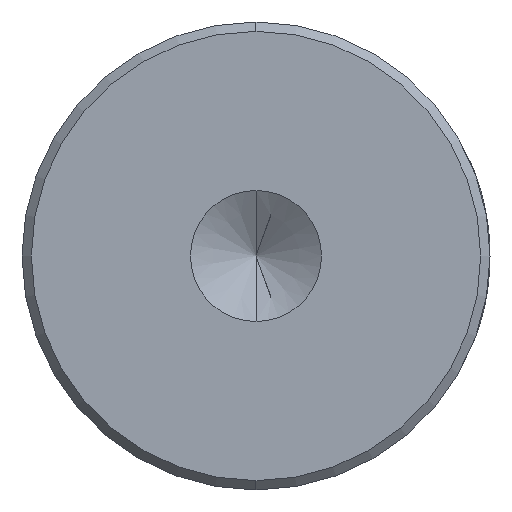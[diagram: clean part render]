
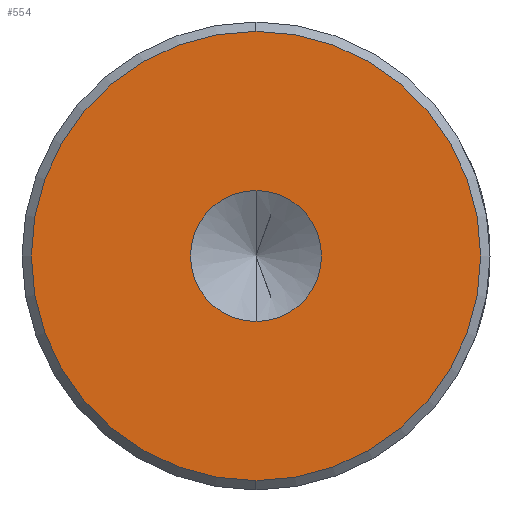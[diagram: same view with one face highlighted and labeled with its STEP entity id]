
A CAD part, left-side view. The second image highlights one B-rep face of the part: STEP entity #554.
In plain terms, the highlighted planar face has unit normal (-1, 0, 0).
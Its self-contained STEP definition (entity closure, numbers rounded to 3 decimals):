
#4 = EDGE_CURVE ( 'NONE', #775, #636, #406, .T. ) ;
#26 = DIRECTION ( 'NONE',  ( -1., 0., 0. ) ) ;
#130 = VERTEX_POINT ( 'NONE', #1243 ) ;
#132 = AXIS2_PLACEMENT_3D ( 'NONE', #832, #827, #733 ) ;
#145 = DIRECTION ( 'NONE',  ( -1., 0., 0. ) ) ;
#179 = CARTESIAN_POINT ( 'NONE',  ( 0., 0., -12.001 ) ) ;
#192 = EDGE_LOOP ( 'NONE', ( #751, #1297 ) ) ;
#193 = EDGE_CURVE ( 'NONE', #130, #314, #1081, .T. ) ;
#238 = CARTESIAN_POINT ( 'NONE',  ( 0., 0., 0. ) ) ;
#248 = AXIS2_PLACEMENT_3D ( 'NONE', #855, #26, #1065 ) ;
#249 = CARTESIAN_POINT ( 'NONE',  ( 0., 0., -3.5 ) ) ;
#251 = FACE_OUTER_BOUND ( 'NONE', #192, .T. ) ;
#269 = DIRECTION ( 'NONE',  ( -1., 0., 0. ) ) ;
#314 = VERTEX_POINT ( 'NONE', #179 ) ;
#339 = DIRECTION ( 'NONE',  ( 0., 0., 1. ) ) ;
#355 = PLANE ( 'NONE',  #248 ) ;
#392 = AXIS2_PLACEMENT_3D ( 'NONE', #764, #145, #862 ) ;
#406 = CIRCLE ( 'NONE', #132, 3.5 ) ;
#469 = ORIENTED_EDGE ( 'NONE', *, *, #4, .F. ) ;
#474 = CARTESIAN_POINT ( 'NONE',  ( 0., 0., 3.5 ) ) ;
#554 = ADVANCED_FACE ( 'NONE', ( #251, #1030 ), #355, .T. ) ;
#584 = EDGE_CURVE ( 'NONE', #636, #775, #998, .T. ) ;
#636 = VERTEX_POINT ( 'NONE', #474 ) ;
#648 = EDGE_CURVE ( 'NONE', #314, #130, #1311, .T. ) ;
#657 = AXIS2_PLACEMENT_3D ( 'NONE', #238, #942, #339 ) ;
#733 = DIRECTION ( 'NONE',  ( 0., 0., 1. ) ) ;
#751 = ORIENTED_EDGE ( 'NONE', *, *, #648, .T. ) ;
#764 = CARTESIAN_POINT ( 'NONE',  ( 0., 0., 0. ) ) ;
#775 = VERTEX_POINT ( 'NONE', #249 ) ;
#780 = ORIENTED_EDGE ( 'NONE', *, *, #584, .F. ) ;
#827 = DIRECTION ( 'NONE',  ( -1., 0., 0. ) ) ;
#832 = CARTESIAN_POINT ( 'NONE',  ( 0., 0., 0. ) ) ;
#855 = CARTESIAN_POINT ( 'NONE',  ( 0., 0., 0. ) ) ;
#862 = DIRECTION ( 'NONE',  ( 0., 0., 1. ) ) ;
#875 = CARTESIAN_POINT ( 'NONE',  ( 0., 0., 0. ) ) ;
#909 = AXIS2_PLACEMENT_3D ( 'NONE', #875, #269, #971 ) ;
#942 = DIRECTION ( 'NONE',  ( -1., 0., 0. ) ) ;
#971 = DIRECTION ( 'NONE',  ( 0., 0., 1. ) ) ;
#972 = EDGE_LOOP ( 'NONE', ( #780, #469 ) ) ;
#998 = CIRCLE ( 'NONE', #392, 3.5 ) ;
#1030 = FACE_BOUND ( 'NONE', #972, .T. ) ;
#1065 = DIRECTION ( 'NONE',  ( 0., 0., 1. ) ) ;
#1081 = CIRCLE ( 'NONE', #909, 12.001 ) ;
#1243 = CARTESIAN_POINT ( 'NONE',  ( 0., 0., 12.001 ) ) ;
#1297 = ORIENTED_EDGE ( 'NONE', *, *, #193, .T. ) ;
#1311 = CIRCLE ( 'NONE', #657, 12.001 ) ;
